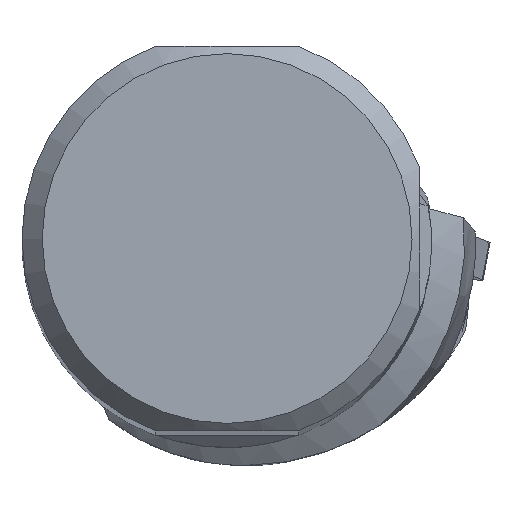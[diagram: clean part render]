
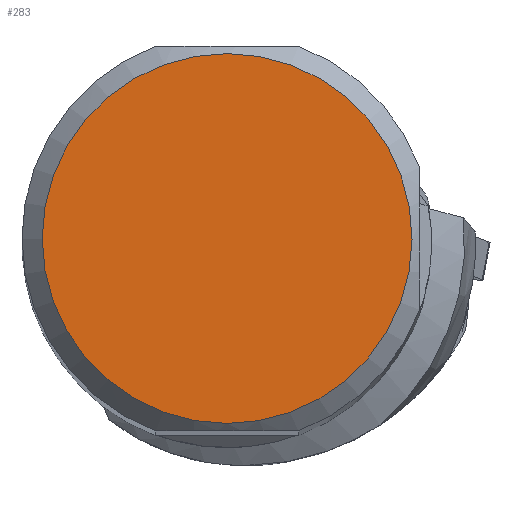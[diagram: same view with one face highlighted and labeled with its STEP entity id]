
A CAD part, top view. The second image highlights one B-rep face of the part: STEP entity #283.
In plain terms, the highlighted planar face has unit normal (0, 0, 1).
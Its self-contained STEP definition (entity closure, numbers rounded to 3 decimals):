
#210=FACE_OUTER_BOUND('',#649,.T.);
#283=ADVANCED_FACE('CU_SU_BP3',(#210),#339,.T.);
#339=PLANE('',#1604);
#649=EDGE_LOOP('',(#862));
#862=ORIENTED_EDGE('',*,*,#1350,.F.);
#1186=VERTEX_POINT('',#2390);
#1350=EDGE_CURVE('',#1186,#1186,#1458,.T.);
#1458=CIRCLE('',#1602,22.888);
#1602=AXIS2_PLACEMENT_3D('',#2389,#1888,#1889);
#1604=AXIS2_PLACEMENT_3D('',#2392,#1892,#1893);
#1888=DIRECTION('',(0.,0.,-1.));
#1889=DIRECTION('',(-1.,0.,0.));
#1892=DIRECTION('',(0.,0.,1.));
#1893=DIRECTION('',(-1.,0.,0.));
#2389=CARTESIAN_POINT('',(0.,0.,0.));
#2390=CARTESIAN_POINT('',(-22.888,0.,0.));
#2392=CARTESIAN_POINT('',(0.,0.,
0.));
